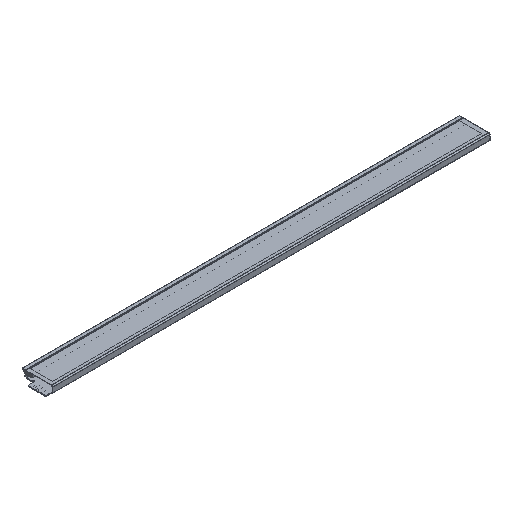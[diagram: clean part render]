
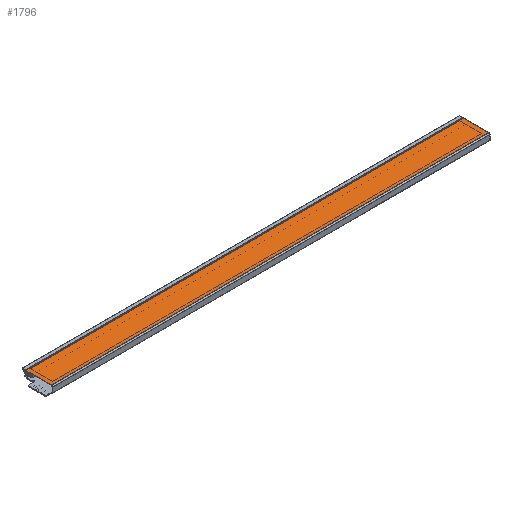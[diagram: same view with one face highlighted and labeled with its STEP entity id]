
A CAD part, isometric view. The second image highlights one B-rep face of the part: STEP entity #1796.
In plain terms, the highlighted planar face has unit normal (0, 0, 1).
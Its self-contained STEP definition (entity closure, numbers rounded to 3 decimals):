
#129 = VECTOR ( 'NONE', #1574, 1000. ) ;
#150 = EDGE_CURVE ( 'NONE', #2909, #2062, #571, .T. ) ;
#185 = DIRECTION ( 'NONE',  ( 0., 0., -1. ) ) ;
#284 = VERTEX_POINT ( 'NONE', #1762 ) ;
#571 = LINE ( 'NONE', #2401, #950 ) ;
#779 = CARTESIAN_POINT ( 'NONE',  ( -2., 0.7, 0. ) ) ;
#804 = EDGE_CURVE ( 'NONE', #1544, #2909, #1345, .T. ) ;
#887 = CARTESIAN_POINT ( 'NONE',  ( -2., 13.4, 0. ) ) ;
#950 = VECTOR ( 'NONE', #2593, 1000. ) ;
#1128 = ORIENTED_EDGE ( 'NONE', *, *, #1257, .T. ) ;
#1257 = EDGE_CURVE ( 'NONE', #284, #1544, #1697, .T. ) ;
#1305 = LINE ( 'NONE', #779, #1596 ) ;
#1345 = LINE ( 'NONE', #1821, #1632 ) ;
#1404 = EDGE_LOOP ( 'NONE', ( #2303, #1128, #2876, #2057 ) ) ;
#1544 = VERTEX_POINT ( 'NONE', #1929 ) ;
#1563 = AXIS2_PLACEMENT_3D ( 'NONE', #1793, #185, #2012 ) ;
#1574 = DIRECTION ( 'NONE',  ( 0., 1., 0. ) ) ;
#1587 = EDGE_CURVE ( 'NONE', #2062, #284, #1305, .T. ) ;
#1596 = VECTOR ( 'NONE', #2365, 1000. ) ;
#1632 = VECTOR ( 'NONE', #2720, 1000. ) ;
#1697 = LINE ( 'NONE', #2429, #129 ) ;
#1762 = CARTESIAN_POINT ( 'NONE',  ( 218., 0.7, 0. ) ) ;
#1793 = CARTESIAN_POINT ( 'NONE',  ( 0., 0., 0. ) ) ;
#1796 = ADVANCED_FACE ( 'NONE', ( #2354 ), #2221, .F. ) ;
#1821 = CARTESIAN_POINT ( 'NONE',  ( -2., 13.4, 0. ) ) ;
#1929 = CARTESIAN_POINT ( 'NONE',  ( 218., 13.4, 0. ) ) ;
#2012 = DIRECTION ( 'NONE',  ( -1., 0., 0. ) ) ;
#2057 = ORIENTED_EDGE ( 'NONE', *, *, #150, .T. ) ;
#2062 = VERTEX_POINT ( 'NONE', #2475 ) ;
#2221 = PLANE ( 'NONE',  #1563 ) ;
#2303 = ORIENTED_EDGE ( 'NONE', *, *, #1587, .T. ) ;
#2354 = FACE_OUTER_BOUND ( 'NONE', #1404, .T. ) ;
#2365 = DIRECTION ( 'NONE',  ( 1., 0., 0. ) ) ;
#2401 = CARTESIAN_POINT ( 'NONE',  ( -2., 0., 0. ) ) ;
#2429 = CARTESIAN_POINT ( 'NONE',  ( 218., 0., 0. ) ) ;
#2475 = CARTESIAN_POINT ( 'NONE',  ( -2., 0.7, 0. ) ) ;
#2593 = DIRECTION ( 'NONE',  ( 0., -1., 0. ) ) ;
#2720 = DIRECTION ( 'NONE',  ( -1., 0., 0. ) ) ;
#2876 = ORIENTED_EDGE ( 'NONE', *, *, #804, .T. ) ;
#2909 = VERTEX_POINT ( 'NONE', #887 ) ;
